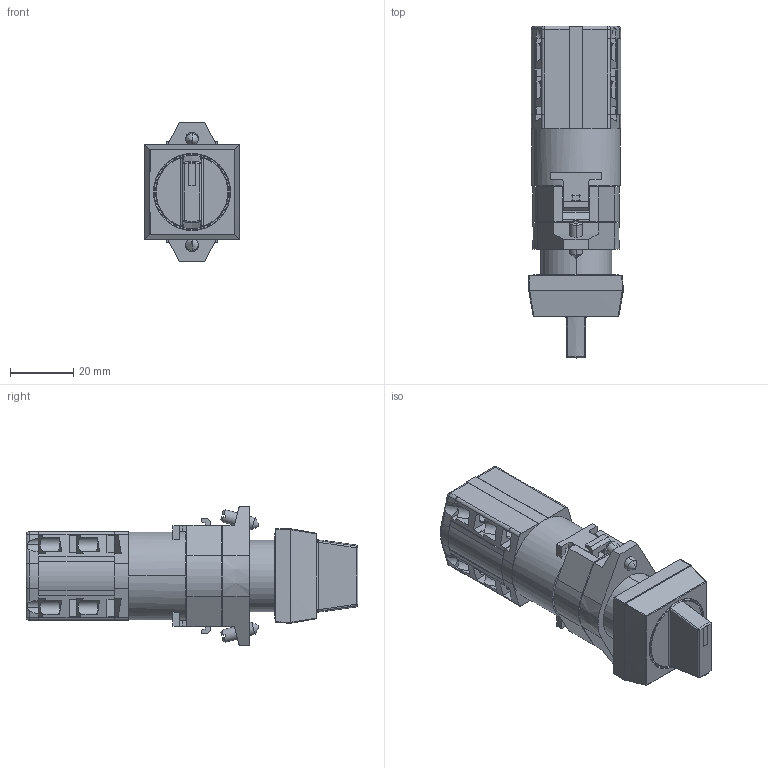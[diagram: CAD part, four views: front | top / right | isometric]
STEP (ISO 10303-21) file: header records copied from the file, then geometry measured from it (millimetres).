
FILE_DESCRIPTION(('STEP AP242'),'1');
FILE_NAME('704_510_1kn_373_600.stp','2023-06-28T18:42:45',('TraceParts'),('TraceParts S.A.'),'Spatial InterOp 3D',' ',' ');
FILE_SCHEMA(('AP242_MANAGED_MODEL_BASED_3D_ENGINEERING_MIM_LF {1 0 10303 442 1 1 4}'));
Length unit declared in the file: millimetre
Products named in the file (1): 704_510_1kn_373_600_1
Bounding box: 29.99 x 105.06 x 44 mm (x, y, z)
Volume: 49236.7 mm3; surface area: 26764.5 mm2
Topology: 7 solids, 7 shells, 732 faces, 1932 edges, 1212 vertices
Faces by surface type: plane 414, cylinder 218, bspline 31, torus 29, cone 28, sphere 12
Entity records: 30028 total; most frequent: CARTESIAN_POINT 5754, DIRECTION 3914, ORIENTED_EDGE 3832, EDGE_CURVE 1916, AXIS2_PLACEMENT_3D 1351, VERTEX_POINT 1212, LINE 1212, VECTOR 1212
